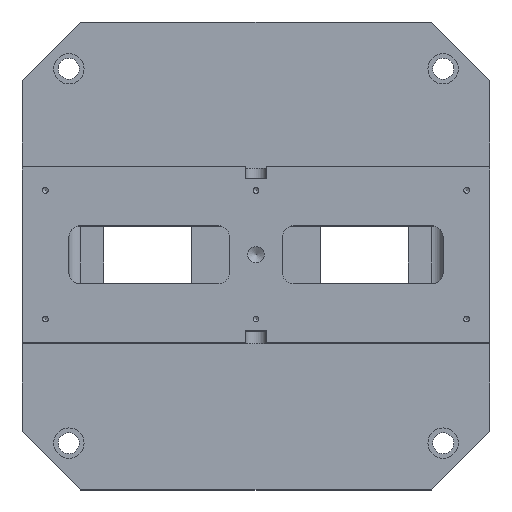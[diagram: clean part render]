
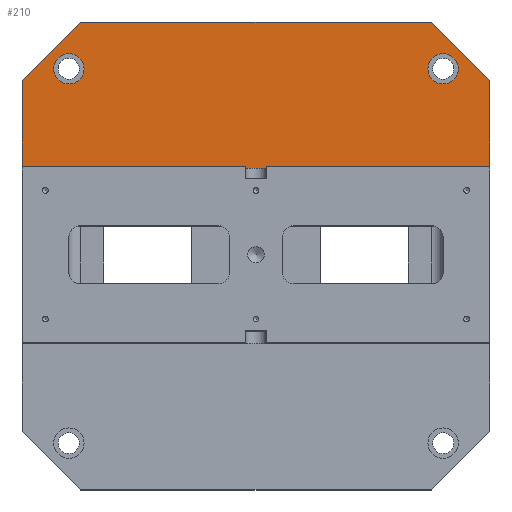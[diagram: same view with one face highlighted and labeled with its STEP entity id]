
A CAD part, top view. The second image highlights one B-rep face of the part: STEP entity #210.
In plain terms, the highlighted planar face has unit normal (0, 0, 1).
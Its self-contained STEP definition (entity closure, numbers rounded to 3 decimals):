
#210 = ADVANCED_FACE( '', ( #740, #741, #742 ), #743, .F. );
#740 = FACE_BOUND( '', #1554, .T. );
#741 = FACE_BOUND( '', #1555, .T. );
#742 = FACE_OUTER_BOUND( '', #1556, .T. );
#743 = PLANE( '', #1557 );
#1554 = EDGE_LOOP( '', ( #3403 ) );
#1555 = EDGE_LOOP( '', ( #3404 ) );
#1556 = EDGE_LOOP( '', ( #3405, #3406, #3407, #3408, #3409, #3410 ) );
#1557 = AXIS2_PLACEMENT_3D( '', #3411, #3412, #3413 );
#3403 = ORIENTED_EDGE( '', *, *, #5668, .T. );
#3404 = ORIENTED_EDGE( '', *, *, #5669, .T. );
#3405 = ORIENTED_EDGE( '', *, *, #5670, .T. );
#3406 = ORIENTED_EDGE( '', *, *, #5671, .T. );
#3407 = ORIENTED_EDGE( '', *, *, #5289, .T. );
#3408 = ORIENTED_EDGE( '', *, *, #5202, .F. );
#3409 = ORIENTED_EDGE( '', *, *, #5423, .T. );
#3410 = ORIENTED_EDGE( '', *, *, #5672, .T. );
#3411 = CARTESIAN_POINT( '', ( -200., 200., 50. ) );
#3412 = DIRECTION( '', ( 0., 0., -1. ) );
#3413 = DIRECTION( '', ( -1., 0., 0. ) );
#5202 = EDGE_CURVE( '', #6221, #6223, #6224, .T. );
#5289 = EDGE_CURVE( '', #6389, #6223, #6390, .T. );
#5423 = EDGE_CURVE( '', #6221, #6649, #6651, .T. );
#5668 = EDGE_CURVE( '', #7013, #7013, #7014, .T. );
#5669 = EDGE_CURVE( '', #7015, #7015, #7016, .T. );
#5670 = EDGE_CURVE( '', #7017, #7018, #7019, .T. );
#5671 = EDGE_CURVE( '', #7018, #6389, #7020, .F. );
#5672 = EDGE_CURVE( '', #6649, #7017, #7021, .F. );
#6221 = VERTEX_POINT( '', #7824 );
#6223 = VERTEX_POINT( '', #7827 );
#6224 = LINE( '', #7828, #7829 );
#6389 = VERTEX_POINT( '', #8077 );
#6390 = LINE( '', #8078, #8079 );
#6649 = VERTEX_POINT( '', #8467 );
#6651 = LINE( '', #8470, #8471 );
#7013 = VERTEX_POINT( '', #9076 );
#7014 = CIRCLE( '', #9077, 13. );
#7015 = VERTEX_POINT( '', #9078 );
#7016 = CIRCLE( '', #9079, 13. );
#7017 = VERTEX_POINT( '', #9080 );
#7018 = VERTEX_POINT( '', #9081 );
#7019 = LINE( '', #9082, #9083 );
#7020 = LINE( '', #9084, #9085 );
#7021 = LINE( '', #9086, #9087 );
#7824 = CARTESIAN_POINT( '', ( 200., 75., 50. ) );
#7827 = CARTESIAN_POINT( '', ( -200., 75., 50. ) );
#7828 = CARTESIAN_POINT( '', ( -200., 75., 50. ) );
#7829 = VECTOR( '', #10040, 1000. );
#8077 = CARTESIAN_POINT( '', ( -200., 150., 50. ) );
#8078 = CARTESIAN_POINT( '', ( -200., 200., 50. ) );
#8079 = VECTOR( '', #10133, 1000. );
#8467 = CARTESIAN_POINT( '', ( 200., 150., 50. ) );
#8470 = CARTESIAN_POINT( '', ( 200., -200., 50. ) );
#8471 = VECTOR( '', #10273, 1000. );
#9076 = CARTESIAN_POINT( '', ( -160., 147., 50. ) );
#9077 = AXIS2_PLACEMENT_3D( '', #10520, #10521, #10522 );
#9078 = CARTESIAN_POINT( '', ( 160., 147., 50. ) );
#9079 = AXIS2_PLACEMENT_3D( '', #10523, #10524, #10525 );
#9080 = CARTESIAN_POINT( '', ( 150., 200., 50. ) );
#9081 = CARTESIAN_POINT( '', ( -150., 200., 50. ) );
#9082 = CARTESIAN_POINT( '', ( 200., 200., 50. ) );
#9083 = VECTOR( '', #10526, 1000. );
#9084 = CARTESIAN_POINT( '', ( -200., 150., 50. ) );
#9085 = VECTOR( '', #10527, 1000. );
#9086 = CARTESIAN_POINT( '', ( 150., 200., 50. ) );
#9087 = VECTOR( '', #10528, 1000. );
#10040 = DIRECTION( '', ( -1., 0., 0. ) );
#10133 = DIRECTION( '', ( 0., -1., 0. ) );
#10273 = DIRECTION( '', ( 0., 1., 0. ) );
#10520 = CARTESIAN_POINT( '', ( -160., 160., 50. ) );
#10521 = DIRECTION( '', ( 0., 0., -1. ) );
#10522 = DIRECTION( '', ( 0., -1., 0. ) );
#10523 = CARTESIAN_POINT( '', ( 160., 160., 50. ) );
#10524 = DIRECTION( '', ( 0., 0., -1. ) );
#10525 = DIRECTION( '', ( 0., -1., 0. ) );
#10526 = DIRECTION( '', ( -1., 0., 0. ) );
#10527 = DIRECTION( '', ( 0.707, 0.707, 0. ) );
#10528 = DIRECTION( '', ( 0.707, -0.707, 0. ) );
